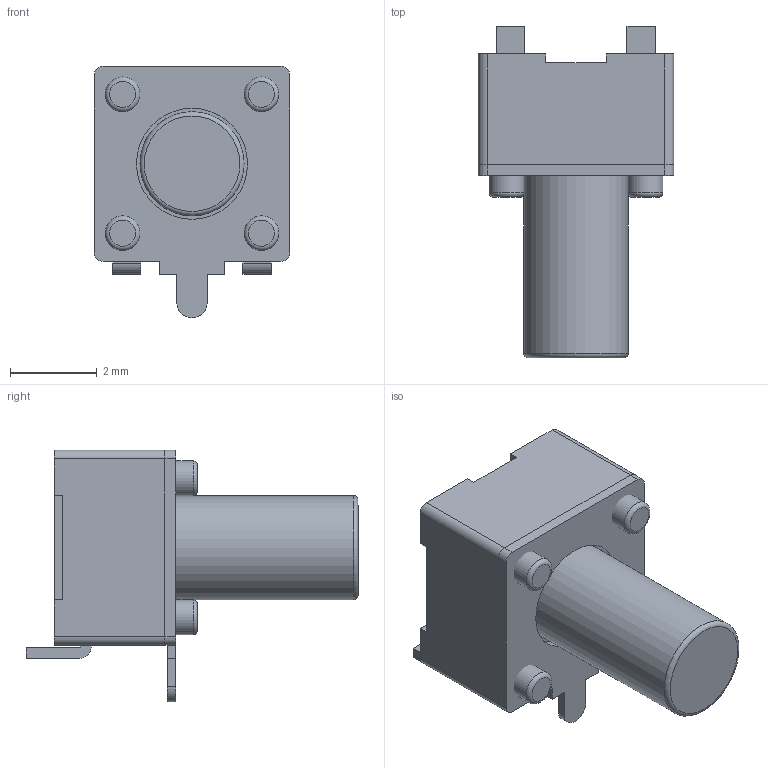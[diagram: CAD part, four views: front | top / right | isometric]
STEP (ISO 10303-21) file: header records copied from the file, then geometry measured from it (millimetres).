
FILE_DESCRIPTION(('FreeCAD Model'),'2;1');
FILE_NAME('Open CASCADE Shape Model','2024-12-27T01:18:04',(''),(''), 'Open CASCADE STEP processor 7.8','FreeCAD','Unknown');
FILE_SCHEMA(('AUTOMOTIVE_DESIGN { 1 0 10303 214 1 1 1 1 }'));
Length unit declared in the file: millimetre
Products named in the file (5): Part; Main; FrontPlate; Pin1; Pin2
Assembly tree (4 placements, depth 2):
  Part
    Main
    FrontPlate
    Pin1
    Pin2
Bounding box: 4.5 x 7.65 x 5.8 mm (x, y, z)
Volume: 75 mm3; surface area: 175.3 mm2
Topology: 4 solids, 4 shells, 91 faces, 220 edges, 145 vertices
Faces by surface type: plane 67, cylinder 19, torus 5
Full cylindrical faces by diameter (mm): 0.8 x4, 2.4 x1, 2.56 x1
Entity records: 2765 total; most frequent: CARTESIAN_POINT 461, DIRECTION 460, ORIENTED_EDGE 440, EDGE_CURVE 220, LINE 172, VECTOR 172, VERTEX_POINT 145, AXIS2_PLACEMENT_3D 144
